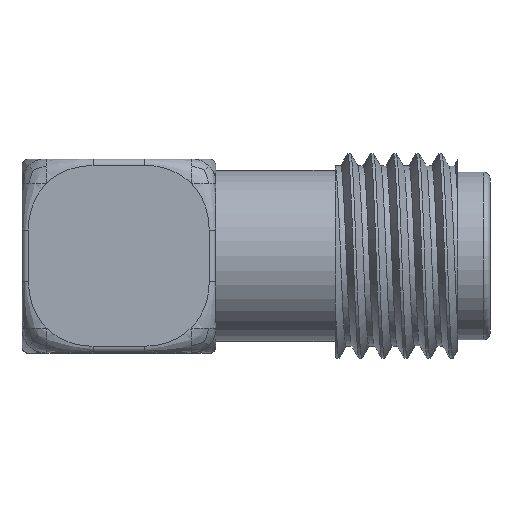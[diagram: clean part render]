
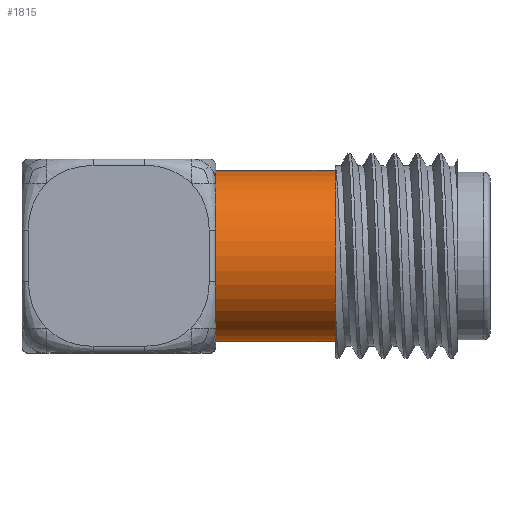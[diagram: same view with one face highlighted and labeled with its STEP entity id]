
A CAD part, top view. The second image highlights one B-rep face of the part: STEP entity #1815.
In plain terms, the highlighted cylindrical face has radius 2.65 mm (diameter 5.3 mm), a partial arc.
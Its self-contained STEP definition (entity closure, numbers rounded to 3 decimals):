
#219 = DIRECTION ( 'NONE',  ( 0., -1., 0. ) ) ;
#342 = CIRCLE ( 'NONE', #5881, 2.65 ) ;
#587 = CARTESIAN_POINT ( 'NONE',  ( 41.569, -12.084, 4.347 ) ) ;
#809 = ORIENTED_EDGE ( 'NONE', *, *, #6849, .T. ) ;
#1129 = FACE_OUTER_BOUND ( 'NONE', #5437, .T. ) ;
#1333 = EDGE_CURVE ( 'NONE', #5497, #2723, #342, .T. ) ;
#1383 = CARTESIAN_POINT ( 'NONE',  ( 41.569, -14.734, 4.347 ) ) ;
#1395 = VERTEX_POINT ( 'NONE', #2183 ) ;
#1563 = CARTESIAN_POINT ( 'NONE',  ( 45.269, -14.734, 4.347 ) ) ;
#1593 = ORIENTED_EDGE ( 'NONE', *, *, #1333, .T. ) ;
#1731 = VECTOR ( 'NONE', #5852, 1000. ) ;
#1815 = ADVANCED_FACE ( 'NONE', ( #1129 ), #4714, .T. ) ;
#2057 = ORIENTED_EDGE ( 'NONE', *, *, #5454, .F. ) ;
#2183 = CARTESIAN_POINT ( 'NONE',  ( 41.569, -17.384, 4.347 ) ) ;
#2243 = CARTESIAN_POINT ( 'NONE',  ( 45.269, -12.084, 4.347 ) ) ;
#2723 = VERTEX_POINT ( 'NONE', #2243 ) ;
#2789 = VERTEX_POINT ( 'NONE', #587 ) ;
#2827 = CARTESIAN_POINT ( 'NONE',  ( 45.269, -17.384, 4.347 ) ) ;
#3329 = EDGE_CURVE ( 'NONE', #1395, #2789, #7222, .T. ) ;
#3686 = AXIS2_PLACEMENT_3D ( 'NONE', #1383, #7605, #219 ) ;
#3696 = CARTESIAN_POINT ( 'NONE',  ( 45.269, -14.734, 4.347 ) ) ;
#4121 = CARTESIAN_POINT ( 'NONE',  ( 45.269, -17.384, 4.347 ) ) ;
#4482 = DIRECTION ( 'NONE',  ( -1., 0., 0. ) ) ;
#4691 = DIRECTION ( 'NONE',  ( -1., 0., 0. ) ) ;
#4714 = CYLINDRICAL_SURFACE ( 'NONE', #6820, 2.65 ) ;
#5209 = CARTESIAN_POINT ( 'NONE',  ( 45.269, -12.084, 4.347 ) ) ;
#5285 = DIRECTION ( 'NONE',  ( 0., -1., 0. ) ) ;
#5437 = EDGE_LOOP ( 'NONE', ( #1593, #809, #7989, #2057 ) ) ;
#5454 = EDGE_CURVE ( 'NONE', #5497, #1395, #5902, .T. ) ;
#5497 = VERTEX_POINT ( 'NONE', #2827 ) ;
#5572 = DIRECTION ( 'NONE',  ( 0., -1., 0. ) ) ;
#5852 = DIRECTION ( 'NONE',  ( -1., 0., 0. ) ) ;
#5881 = AXIS2_PLACEMENT_3D ( 'NONE', #3696, #4482, #5572 ) ;
#5902 = LINE ( 'NONE', #4121, #6753 ) ;
#6753 = VECTOR ( 'NONE', #4691, 1000. ) ;
#6820 = AXIS2_PLACEMENT_3D ( 'NONE', #1563, #7205, #5285 ) ;
#6849 = EDGE_CURVE ( 'NONE', #2723, #2789, #7671, .T. ) ;
#7205 = DIRECTION ( 'NONE',  ( -1., 0., 0. ) ) ;
#7222 = CIRCLE ( 'NONE', #3686, 2.65 ) ;
#7605 = DIRECTION ( 'NONE',  ( -1., 0., 0. ) ) ;
#7671 = LINE ( 'NONE', #5209, #1731 ) ;
#7989 = ORIENTED_EDGE ( 'NONE', *, *, #3329, .F. ) ;
